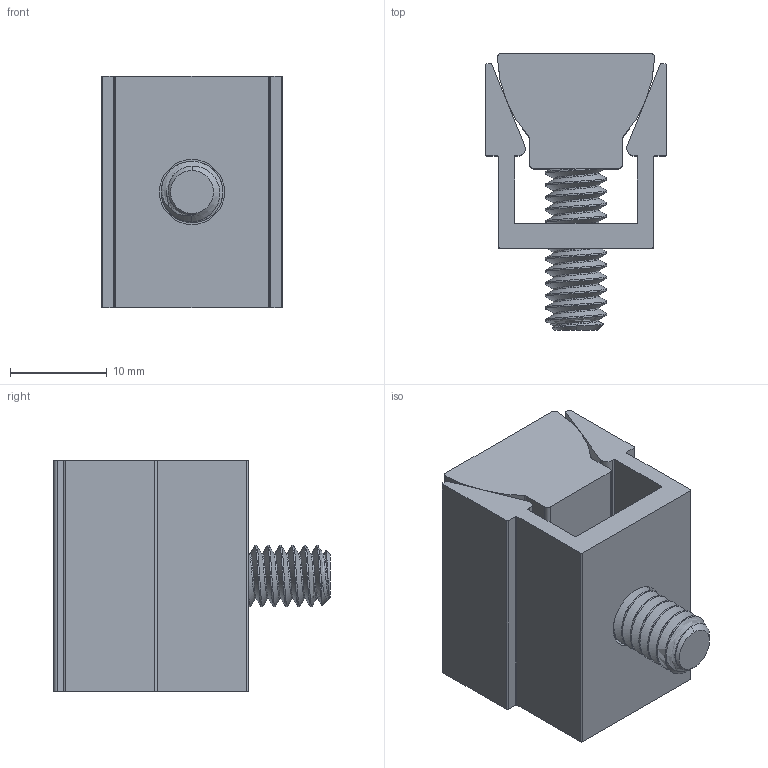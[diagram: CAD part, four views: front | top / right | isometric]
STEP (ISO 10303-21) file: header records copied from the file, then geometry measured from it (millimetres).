
FILE_DESCRIPTION (( 'STEP AP203' ), '1' );
FILE_NAME ('05-0440.STEP', '2023-06-05T18:10:07', ( '' ), ( '' ), 'SwSTEP 2.0', 'SolidWorks 2022', '' );
FILE_SCHEMA (( 'CONFIG_CONTROL_DESIGN' ));
Length unit declared in the file: inch
Products named in the file (5): 60320_60320; 60220_60220; 05-0440; 807501_807501; 607501_607501
Assembly tree (4 placements, depth 2):
  05-0440
    60220_60220
    60320_60320
    607501_607501
    807501_807501
Bounding box: 18.67 x 28.57 x 23.88 mm (x, y, z)
Volume: 7323.8 mm3; surface area: 6573.8 mm2
Topology: 4 solids, 4 shells, 251 faces, 680 edges, 442 vertices
Faces by surface type: cylinder 176, plane 45, cone 26, bspline 4
Entity records: 11817 total; most frequent: CARTESIAN_POINT 5786, ORIENTED_EDGE 1360, DIRECTION 982, EDGE_CURVE 680, VERTEX_POINT 442, AXIS2_PLACEMENT_3D 356, LINE 270, VECTOR 270
